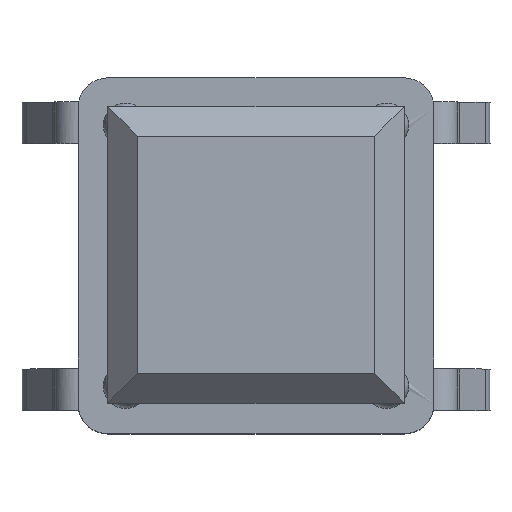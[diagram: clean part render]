
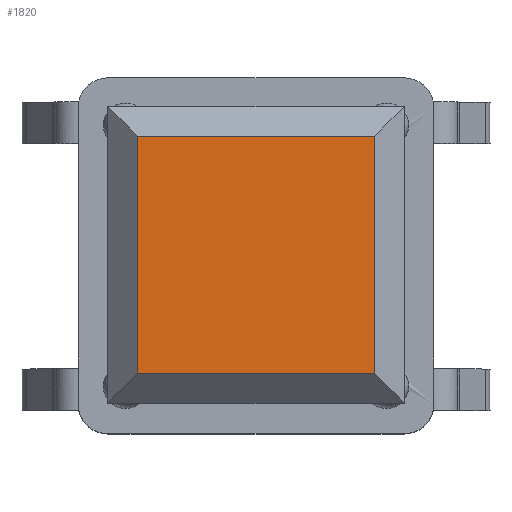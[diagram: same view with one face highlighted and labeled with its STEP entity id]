
A CAD part, top view. The second image highlights one B-rep face of the part: STEP entity #1820.
In plain terms, the highlighted planar face has unit normal (0, 0, 1).
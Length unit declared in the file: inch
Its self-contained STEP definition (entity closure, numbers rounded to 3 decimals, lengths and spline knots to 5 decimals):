
#1635=CARTESIAN_POINT('',(0.07874,0.07874,0.4626));
#1636=VERTEX_POINT('',#1635);
#1637=CARTESIAN_POINT('',(0.07874,-0.07874,0.4626));
#1638=VERTEX_POINT('',#1637);
#1639=CARTESIAN_POINT('',(0.07874,0.07874,0.4626));
#1640=DIRECTION('',(0.0,-1.0,0.0));
#1641=VECTOR('',#1640,0.15748);
#1642=LINE('',#1639,#1641);
#1643=EDGE_CURVE('',#1636,#1638,#1642,.T.);
#1675=CARTESIAN_POINT('',(-0.07874,-0.07874,0.4626));
#1676=VERTEX_POINT('',#1675);
#1677=CARTESIAN_POINT('',(0.07874,-0.07874,0.4626));
#1678=DIRECTION('',(-1.0,0.0,0.0));
#1679=VECTOR('',#1678,0.15748);
#1680=LINE('',#1677,#1679);
#1681=EDGE_CURVE('',#1638,#1676,#1680,.T.);
#1706=CARTESIAN_POINT('',(-0.07874,0.07874,0.4626));
#1707=VERTEX_POINT('',#1706);
#1708=CARTESIAN_POINT('',(-0.07874,-0.07874,0.4626));
#1709=DIRECTION('',(0.0,1.0,0.0));
#1710=VECTOR('',#1709,0.15748);
#1711=LINE('',#1708,#1710);
#1712=EDGE_CURVE('',#1676,#1707,#1711,.T.);
#1737=CARTESIAN_POINT('',(-0.07874,0.07874,0.4626));
#1738=DIRECTION('',(1.0,0.0,0.0));
#1739=VECTOR('',#1738,0.15748);
#1740=LINE('',#1737,#1739);
#1741=EDGE_CURVE('',#1707,#1636,#1740,.T.);
#1809=CARTESIAN_POINT('',(-0.08661,-0.08661,0.4626));
#1810=DIRECTION('',(0.0,0.0,1.0));
#1811=DIRECTION('',(1.0,0.0,0.0));
#1812=AXIS2_PLACEMENT_3D('',#1809,#1810,#1811);
#1813=PLANE('',#1812);
#1814=ORIENTED_EDGE('',*,*,#1643,.F.);
#1815=ORIENTED_EDGE('',*,*,#1741,.F.);
#1816=ORIENTED_EDGE('',*,*,#1712,.F.);
#1817=ORIENTED_EDGE('',*,*,#1681,.F.);
#1818=EDGE_LOOP('',(#1814,#1815,#1816,#1817));
#1819=FACE_OUTER_BOUND('',#1818,.T.);
#1820=ADVANCED_FACE('',(#1819),#1813,.T.);
